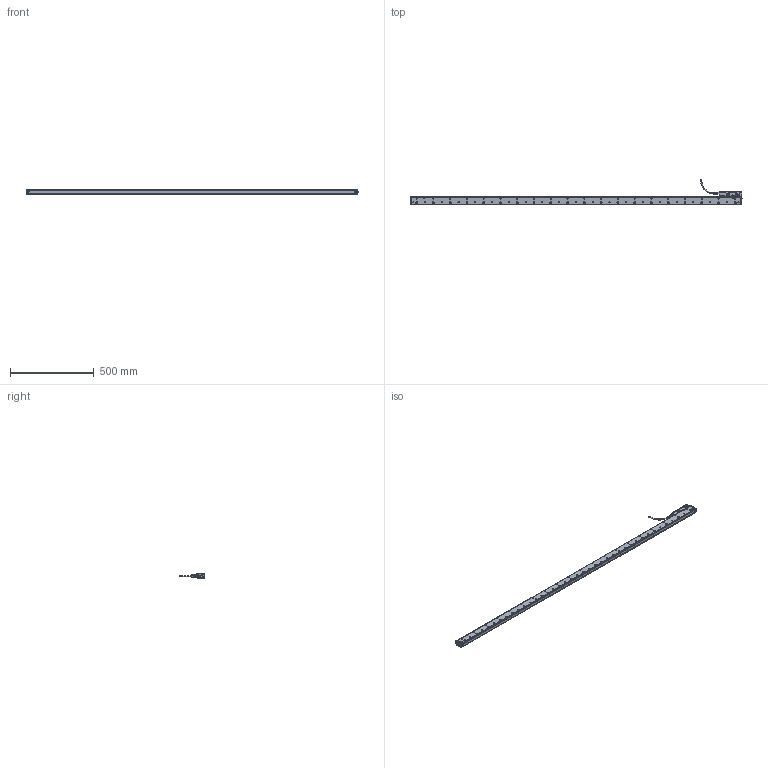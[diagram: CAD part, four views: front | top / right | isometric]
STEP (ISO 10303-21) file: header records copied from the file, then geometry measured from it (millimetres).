
FILE_DESCRIPTION(('CATIA V5 STEP'),'2;1');
FILE_NAME('SR67A-184-R.stp','2013-11-27T04:40:47+00:00',('none'),('none'),'CATIA Version 5 Release 19 SP 6 (IN-10)','CATIA V5 STEP AP214','none');
FILE_SCHEMA(('AUTOMOTIVE_DESIGN { 1 0 10303 214 1 1 1 1 }'));
Products named in the file (1): SR67A-184-R
Bounding box: 1979.5 x 153.8 x 31.5 mm (x, y, z)
Volume: 2595495.3 mm3; surface area: 418183.6 mm2
Topology: 1 solids, 201 shells, 5359 faces, 14315 edges, 9470 vertices
Faces by surface type: plane 2351, cylinder 2148, cone 560, torus 213, sphere 43, bspline 33, extrusion 11
Entity records: 162750 total; most frequent: CARTESIAN_POINT 36691, ORIENTED_EDGE 28382, DIRECTION 21108, EDGE_CURVE 14191, AXIS2_PLACEMENT_3D 9970, VERTEX_POINT 9466, VECTOR 7207, LINE 7196
